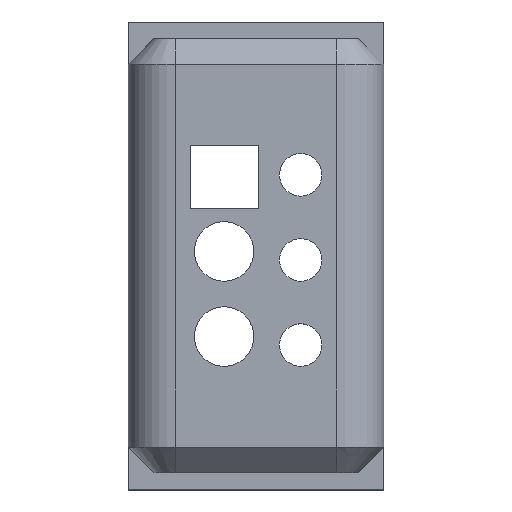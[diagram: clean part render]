
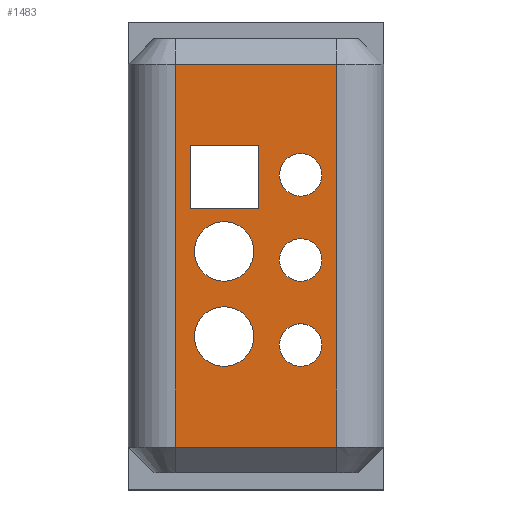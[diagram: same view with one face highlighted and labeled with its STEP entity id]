
A CAD part, top view. The second image highlights one B-rep face of the part: STEP entity #1483.
In plain terms, the highlighted planar face has unit normal (0, 0, 1).
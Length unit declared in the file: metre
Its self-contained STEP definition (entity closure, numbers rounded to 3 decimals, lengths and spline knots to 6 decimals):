
#21=CIRCLE('',#1588,0.0025);
#22=CIRCLE('',#1589,0.0025);
#23=CIRCLE('',#1590,0.0025);
#24=CIRCLE('',#1591,0.0035);
#25=CIRCLE('',#1592,0.0035);
#207=ORIENTED_EDGE('',*,*,#547,.F.);
#208=ORIENTED_EDGE('',*,*,#548,.F.);
#209=ORIENTED_EDGE('',*,*,#528,.T.);
#210=ORIENTED_EDGE('',*,*,#549,.F.);
#211=ORIENTED_EDGE('',*,*,#550,.T.);
#212=ORIENTED_EDGE('',*,*,#551,.T.);
#213=ORIENTED_EDGE('',*,*,#552,.F.);
#214=ORIENTED_EDGE('',*,*,#553,.F.);
#215=ORIENTED_EDGE('',*,*,#554,.F.);
#216=ORIENTED_EDGE('',*,*,#555,.T.);
#217=ORIENTED_EDGE('',*,*,#556,.T.);
#218=ORIENTED_EDGE('',*,*,#557,.T.);
#219=ORIENTED_EDGE('',*,*,#558,.T.);
#528=EDGE_CURVE('',#711,#710,#872,.T.);
#547=EDGE_CURVE('',#729,#729,#21,.T.);
#548=EDGE_CURVE('',#730,#730,#22,.T.);
#549=EDGE_CURVE('',#731,#710,#891,.T.);
#550=EDGE_CURVE('',#731,#732,#892,.T.);
#551=EDGE_CURVE('',#732,#711,#893,.T.);
#552=EDGE_CURVE('',#733,#733,#23,.T.);
#553=EDGE_CURVE('',#734,#734,#24,.T.);
#554=EDGE_CURVE('',#735,#735,#25,.T.);
#555=EDGE_CURVE('',#736,#737,#894,.F.);
#556=EDGE_CURVE('',#737,#738,#895,.T.);
#557=EDGE_CURVE('',#738,#739,#896,.F.);
#558=EDGE_CURVE('',#739,#736,#897,.T.);
#710=VERTEX_POINT('',#2189);
#711=VERTEX_POINT('',#2191);
#729=VERTEX_POINT('',#2231);
#730=VERTEX_POINT('',#2233);
#731=VERTEX_POINT('',#2235);
#732=VERTEX_POINT('',#2237);
#733=VERTEX_POINT('',#2240);
#734=VERTEX_POINT('',#2242);
#735=VERTEX_POINT('',#2244);
#736=VERTEX_POINT('',#2246);
#737=VERTEX_POINT('',#2247);
#738=VERTEX_POINT('',#2249);
#739=VERTEX_POINT('',#2251);
#872=LINE('',#2190,#1060);
#891=LINE('',#2234,#1079);
#892=LINE('',#2236,#1080);
#893=LINE('',#2238,#1081);
#894=LINE('',#2245,#1082);
#895=LINE('',#2248,#1083);
#896=LINE('',#2250,#1084);
#897=LINE('',#2252,#1085);
#1060=VECTOR('',#1785,1.);
#1079=VECTOR('',#1814,1.);
#1080=VECTOR('',#1815,1.);
#1081=VECTOR('',#1816,1.);
#1082=VECTOR('',#1823,1.);
#1083=VECTOR('',#1824,1.);
#1084=VECTOR('',#1825,1.);
#1085=VECTOR('',#1826,1.);
#1214=EDGE_LOOP('',(#207));
#1215=EDGE_LOOP('',(#208));
#1216=EDGE_LOOP('',(#209,#210,#211,#212));
#1217=EDGE_LOOP('',(#213));
#1218=EDGE_LOOP('',(#214));
#1219=EDGE_LOOP('',(#215));
#1220=EDGE_LOOP('',(#216,#217,#218,#219));
#1320=FACE_BOUND('',#1214,.T.);
#1321=FACE_BOUND('',#1215,.T.);
#1322=FACE_BOUND('',#1216,.T.);
#1323=FACE_BOUND('',#1217,.T.);
#1324=FACE_BOUND('',#1218,.T.);
#1325=FACE_BOUND('',#1219,.T.);
#1326=FACE_BOUND('',#1220,.T.);
#1416=PLANE('',#1587);
#1483=ADVANCED_FACE('',(#1320,#1321,#1322,#1323,#1324,#1325,#1326),#1416,
 .T.);
#1587=AXIS2_PLACEMENT_3D('',#2229,#1808,#1809);
#1588=AXIS2_PLACEMENT_3D('',#2230,#1810,#1811);
#1589=AXIS2_PLACEMENT_3D('',#2232,#1812,#1813);
#1590=AXIS2_PLACEMENT_3D('',#2239,#1817,#1818);
#1591=AXIS2_PLACEMENT_3D('',#2241,#1819,#1820);
#1592=AXIS2_PLACEMENT_3D('',#2243,#1821,#1822);
#1785=DIRECTION('',(1.,0.,0.));
#1808=DIRECTION('',(0.,0.,1.));
#1809=DIRECTION('',(1.,0.,0.));
#1810=DIRECTION('',(0.,0.,1.));
#1811=DIRECTION('',(0.,-1.,0.));
#1812=DIRECTION('',(0.,0.,1.));
#1813=DIRECTION('',(0.,-1.,0.));
#1814=DIRECTION('',(0.,1.,0.));
#1815=DIRECTION('',(-1.,0.,0.));
#1816=DIRECTION('',(0.,1.,0.));
#1817=DIRECTION('',(0.,0.,1.));
#1818=DIRECTION('',(0.,-1.,0.));
#1819=DIRECTION('',(0.,0.,1.));
#1820=DIRECTION('',(0.,-1.,0.));
#1821=DIRECTION('',(0.,0.,1.));
#1822=DIRECTION('',(0.,-1.,0.));
#1823=DIRECTION('',(0.,-1.,0.));
#1824=DIRECTION('',(-1.,0.,0.));
#1825=DIRECTION('',(0.,1.,0.));
#1826=DIRECTION('',(1.,0.,0.));
#2189=CARTESIAN_POINT('',(0.003209,-0.003074,0.011));
#2190=CARTESIAN_POINT('',(0.002959,-0.003074,0.011));
#2191=CARTESIAN_POINT('',(-0.004791,-0.003074,0.011));
#2229=CARTESIAN_POINT('',(0.002959,-0.016074,0.011));
#2230=CARTESIAN_POINT('',(0.008209,-0.026574,0.011));
#2231=CARTESIAN_POINT('',(0.008209,-0.029074,0.011));
#2232=CARTESIAN_POINT('',(0.008209,-0.016574,0.011));
#2233=CARTESIAN_POINT('',(0.008209,-0.019074,0.011));
#2234=CARTESIAN_POINT('',(0.003209,-0.006824,0.011));
#2235=CARTESIAN_POINT('',(0.003209,-0.010574,0.011));
#2236=CARTESIAN_POINT('',(-0.002791,-0.010574,0.011));
#2237=CARTESIAN_POINT('',(-0.004791,-0.010574,0.011));
#2238=CARTESIAN_POINT('',(-0.004791,-0.006824,0.011));
#2239=CARTESIAN_POINT('',(0.008209,-0.006574,0.011));
#2240=CARTESIAN_POINT('',(0.008209,-0.009074,0.011));
#2241=CARTESIAN_POINT('',(-0.000791,-0.025574,0.011));
#2242=CARTESIAN_POINT('',(-0.000791,-0.029074,0.011));
#2243=CARTESIAN_POINT('',(-0.000791,-0.015574,0.011));
#2244=CARTESIAN_POINT('',(-0.000791,-0.019074,0.011));
#2245=CARTESIAN_POINT('',(0.012459,-0.016074,0.011));
#2246=CARTESIAN_POINT('',(0.012459,-0.038574,0.011));
#2247=CARTESIAN_POINT('',(0.012459,0.006426,0.011));
#2248=CARTESIAN_POINT('',(0.002959,0.006426,0.011));
#2249=CARTESIAN_POINT('',(-0.006541,0.006426,0.011));
#2250=CARTESIAN_POINT('',(-0.006541,-0.016074,0.011));
#2251=CARTESIAN_POINT('',(-0.006541,-0.038574,0.011));
#2252=CARTESIAN_POINT('',(0.002959,-0.038574,0.011));
